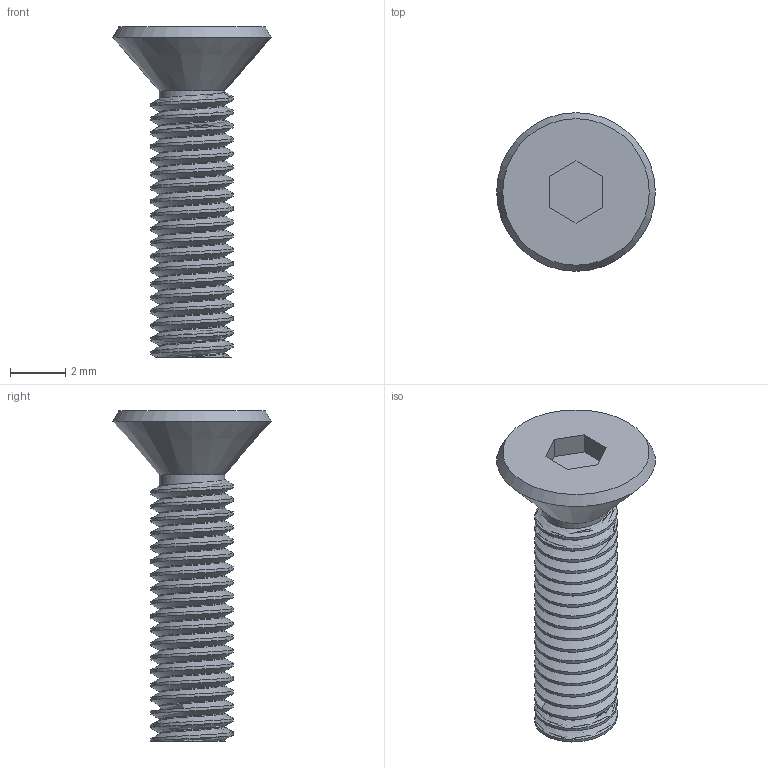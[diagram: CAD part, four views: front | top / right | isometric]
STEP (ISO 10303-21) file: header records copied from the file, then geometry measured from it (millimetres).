
FILE_DESCRIPTION(/* description */ ('Unknown'),/* implementation_level */ '2;1');
FILE_NAME(/* name */ 'M3 x 12 - Hex Flat Head - Black',/* time_stamp */ '2021-08-14T23:53:53-04:00',/* author */ ('Unknown'),/* organization */ ('Unknown'),/* preprocessor_version */ 'ST-DEVELOPER v16.7',/* originating_system */ 'Solid Edge',/* authorisation */ 'Unknown');
FILE_SCHEMA (('CONFIG_CONTROL_DESIGN'));
Length unit declared in the file: millimetre
Products named in the file (1): M3 x 12 - Hex Flat Head - Black
Bounding box: 5.77 x 5.77 x 12 mm (x, y, z)
Volume: 89.5 mm3; surface area: 213.4 mm2
Topology: 1 solids, 21 shells, 210 faces, 495 edges, 328 vertices
Faces by surface type: plane 142, bspline 41, cylinder 23, cone 4
Full cylindrical faces by diameter (mm): 2.39 x19
Entity records: 11641 total; most frequent: CARTESIAN_POINT 6649, ORIENTED_EDGE 862, DIRECTION 467, EDGE_CURVE 431, VERTEX_POINT 290, B_SPLINE_CURVE_WITH_KNOTS 270, EDGE_LOOP 211, FACE_BOUND 211
